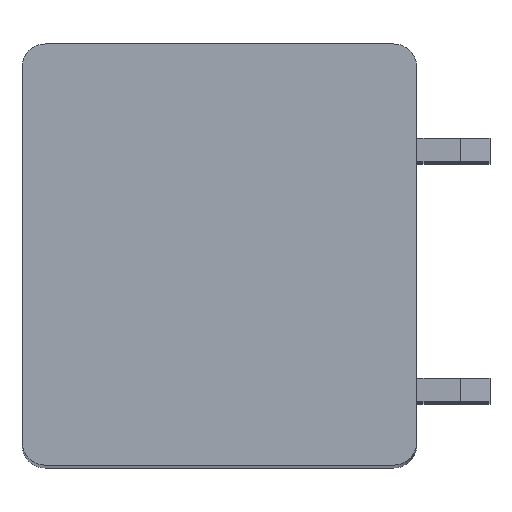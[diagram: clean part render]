
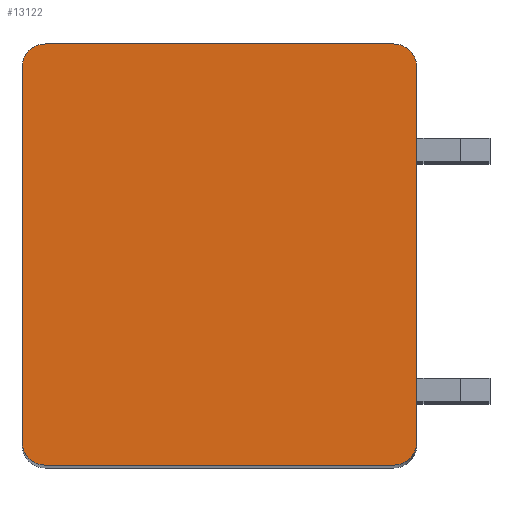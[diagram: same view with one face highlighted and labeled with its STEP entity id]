
A CAD part, top view. The second image highlights one B-rep face of the part: STEP entity #13122.
In plain terms, the highlighted planar face has unit normal (0, 0, 1).
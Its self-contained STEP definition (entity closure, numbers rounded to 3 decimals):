
#1425=CARTESIAN_POINT('',(-5.95,6.4,1.75));
#1426=DIRECTION('',(0.,0.,1.));
#1427=DIRECTION('',(0.,1.,0.));
#1428=AXIS2_PLACEMENT_3D('',#1425,#1426,#1427);
#1430=DIRECTION('',(-1.,0.,0.));
#1431=VECTOR('',#1430,11.9);
#1432=CARTESIAN_POINT('',(5.95,7.2,1.75));
#1433=LINE('',#1432,#1431);
#1434=CARTESIAN_POINT('',(5.95,6.4,1.75));
#1435=DIRECTION('',(0.,0.,1.));
#1436=DIRECTION('',(1.,0.,0.));
#1437=AXIS2_PLACEMENT_3D('',#1434,#1435,#1436);
#1439=DIRECTION('',(0.,1.,0.));
#1440=VECTOR('',#1439,12.8);
#1441=CARTESIAN_POINT('',(6.75,-6.4,1.75));
#1442=LINE('',#1441,#1440);
#1443=CARTESIAN_POINT('',(5.95,-6.4,1.75));
#1444=DIRECTION('',(0.,0.,1.));
#1445=DIRECTION('',(0.,-1.,0.));
#1446=AXIS2_PLACEMENT_3D('',#1443,#1444,#1445);
#1448=DIRECTION('',(1.,0.,0.));
#1449=VECTOR('',#1448,11.9);
#1450=CARTESIAN_POINT('',(-5.95,-7.2,1.75));
#1451=LINE('',#1450,#1449);
#1452=CARTESIAN_POINT('',(-5.95,-6.4,1.75));
#1453=DIRECTION('',(0.,0.,1.));
#1454=DIRECTION('',(-1.,0.,0.));
#1455=AXIS2_PLACEMENT_3D('',#1452,#1453,#1454);
#1457=DIRECTION('',(0.,-1.,0.));
#1458=VECTOR('',#1457,12.8);
#1459=CARTESIAN_POINT('',(-6.75,6.4,1.75));
#1460=LINE('',#1459,#1458);
#9879=CARTESIAN_POINT('',(-5.95,7.2,1.75));
#9880=VERTEX_POINT('',#9879);
#9881=CARTESIAN_POINT('',(-6.75,6.4,1.75));
#9882=VERTEX_POINT('',#9881);
#9887=CARTESIAN_POINT('',(6.75,6.4,1.75));
#9888=VERTEX_POINT('',#9887);
#9889=CARTESIAN_POINT('',(5.95,7.2,1.75));
#9890=VERTEX_POINT('',#9889);
#9895=CARTESIAN_POINT('',(-6.75,-6.4,1.75));
#9896=VERTEX_POINT('',#9895);
#9897=CARTESIAN_POINT('',(-5.95,-7.2,1.75));
#9898=VERTEX_POINT('',#9897);
#9903=CARTESIAN_POINT('',(5.95,-7.2,1.75));
#9904=VERTEX_POINT('',#9903);
#9905=CARTESIAN_POINT('',(6.75,-6.4,1.75));
#9906=VERTEX_POINT('',#9905);
#13107=CARTESIAN_POINT('',(0.,0.,1.75));
#13108=DIRECTION('',(0.,0.,1.));
#13109=DIRECTION('',(1.,0.,0.));
#13110=AXIS2_PLACEMENT_3D('',#13107,#13108,#13109);
#13111=PLANE('',#13110);
#13112=ORIENTED_EDGE('',*,*,#12235,.F.);
#13113=ORIENTED_EDGE('',*,*,#12251,.F.);
#13114=ORIENTED_EDGE('',*,*,#12712,.F.);
#13115=ORIENTED_EDGE('',*,*,#12727,.F.);
#13116=ORIENTED_EDGE('',*,*,#13060,.F.);
#13117=ORIENTED_EDGE('',*,*,#13073,.F.);
#13118=ORIENTED_EDGE('',*,*,#13088,.F.);
#13119=ORIENTED_EDGE('',*,*,#13100,.F.);
#13120=EDGE_LOOP('',(#13112,#13113,#13114,#13115,#13116,#13117,#13118,#13119));
#13121=FACE_OUTER_BOUND('',#13120,.F.);
#1429=CIRCLE('',#1428,0.8);
#1438=CIRCLE('',#1437,0.8);
#1447=CIRCLE('',#1446,0.8);
#1456=CIRCLE('',#1455,0.8);
#12235=EDGE_CURVE('',#9880,#9882,#1429,.T.);
#12251=EDGE_CURVE('',#9890,#9880,#1433,.T.);
#12712=EDGE_CURVE('',#9888,#9890,#1438,.T.);
#12727=EDGE_CURVE('',#9906,#9888,#1442,.T.);
#13060=EDGE_CURVE('',#9904,#9906,#1447,.T.);
#13073=EDGE_CURVE('',#9898,#9904,#1451,.T.);
#13088=EDGE_CURVE('',#9896,#9898,#1456,.T.);
#13100=EDGE_CURVE('',#9882,#9896,#1460,.T.);
#13122=ADVANCED_FACE('',(#13121),#13111,.T.);
